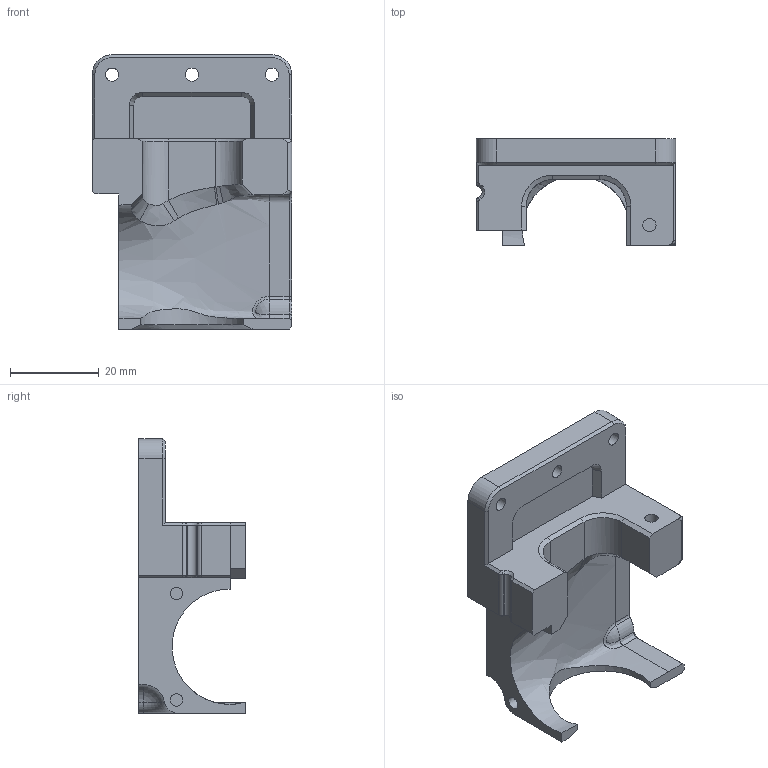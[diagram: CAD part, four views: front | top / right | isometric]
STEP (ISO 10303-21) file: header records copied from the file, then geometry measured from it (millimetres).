
FILE_DESCRIPTION(/* description */ (''),/* implementation_level */ '2;1');
FILE_NAME(/* name */ 'Gen3.2 Orbiter Dragon Body_base.step',/* time_stamp */ '2021-09-27T11:01:03+08:00',/* author */ (''),/* organization */ (''),/* preprocessor_version */ 'ST-DEVELOPER v18.1',/* originating_system */ 'Autodesk Translation Framework v10.10.0.1391',/* authorisation */ '');
FILE_SCHEMA (('AUTOMOTIVE_DESIGN { 1 0 10303 214 3 1 1 }'));
Length unit declared in the file: millimetre
Products named in the file (1): Gen3.2 Orbiter Dragon
Bounding box: 45 x 24 x 61.9 mm (x, y, z)
Volume: 23221 mm3; surface area: 9164.5 mm2
Topology: 1 solids, 1 shells, 115 faces, 291 edges, 183 vertices
Faces by surface type: plane 46, cylinder 26, bspline 24, cone 16, sphere 2, torus 1
Full cylindrical faces by diameter (mm): 2.8 x2, 3 x6, 3.4 x3
Entity records: 4946 total; most frequent: CARTESIAN_POINT 2217, ORIENTED_EDGE 582, DIRECTION 472, EDGE_CURVE 291, VERTEX_POINT 183, AXIS2_PLACEMENT_3D 161, LINE 150, VECTOR 150
